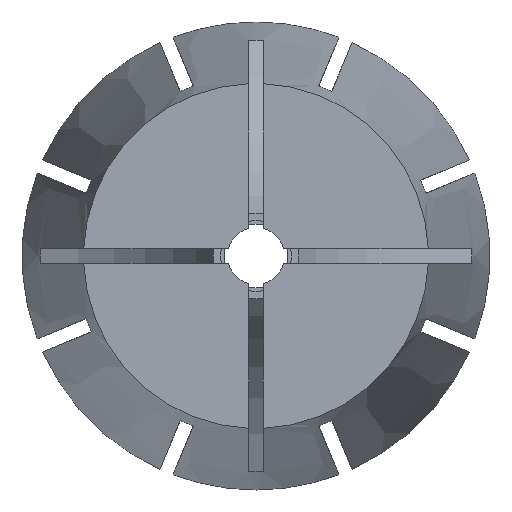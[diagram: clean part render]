
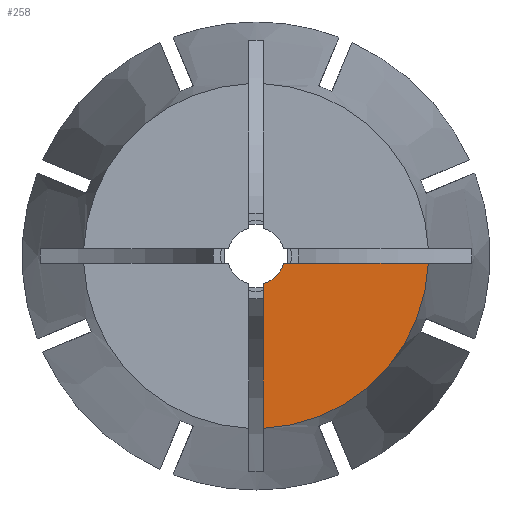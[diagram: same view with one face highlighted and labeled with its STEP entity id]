
A CAD part, left-side view. The second image highlights one B-rep face of the part: STEP entity #258.
In plain terms, the highlighted planar face has unit normal (-1, 0, 0).
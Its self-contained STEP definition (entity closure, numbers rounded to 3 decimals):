
#19 = EDGE_CURVE ( 'NONE', #552, #3576, #1534, .T. ) ;
#137 = DIRECTION ( 'NONE',  ( 0., 0., 1. ) ) ;
#238 = PLANE ( 'NONE',  #3937 ) ;
#258 = ADVANCED_FACE ( 'NONE', ( #2445 ), #238, .T. ) ;
#266 = CARTESIAN_POINT ( 'NONE',  ( -40., -12.158, -0.5 ) ) ;
#439 = AXIS2_PLACEMENT_3D ( 'NONE', #3321, #1386, #3637 ) ;
#552 = VERTEX_POINT ( 'NONE', #2727 ) ;
#642 = CIRCLE ( 'NONE', #439, 2. ) ;
#729 = ORIENTED_EDGE ( 'NONE', *, *, #3184, .F. ) ;
#735 = ORIENTED_EDGE ( 'NONE', *, *, #2177, .T. ) ;
#1335 = DIRECTION ( 'NONE',  ( 1., 0., 0. ) ) ;
#1386 = DIRECTION ( 'NONE',  ( 1., 0., 0. ) ) ;
#1534 = LINE ( 'NONE', #1717, #3143 ) ;
#1601 = EDGE_LOOP ( 'NONE', ( #735, #2178, #729, #1929 ) ) ;
#1708 = VERTEX_POINT ( 'NONE', #1821 ) ;
#1717 = CARTESIAN_POINT ( 'NONE',  ( -40., -0.5, 0. ) ) ;
#1733 = VERTEX_POINT ( 'NONE', #1846 ) ;
#1744 = DIRECTION ( 'NONE',  ( 0., 0., -1. ) ) ;
#1821 = CARTESIAN_POINT ( 'NONE',  ( -40., -12.147, -0.5 ) ) ;
#1846 = CARTESIAN_POINT ( 'NONE',  ( -40., -1.936, -0.5 ) ) ;
#1929 = ORIENTED_EDGE ( 'NONE', *, *, #2554, .F. ) ;
#1951 = DIRECTION ( 'NONE',  ( -1., 0., 0. ) ) ;
#1965 = CIRCLE ( 'NONE', #3473, 12.158 ) ;
#2177 = EDGE_CURVE ( 'NONE', #1733, #552, #642, .T. ) ;
#2178 = ORIENTED_EDGE ( 'NONE', *, *, #19, .T. ) ;
#2266 = DIRECTION ( 'NONE',  ( 0., -1., 0. ) ) ;
#2445 = FACE_OUTER_BOUND ( 'NONE', #1601, .T. ) ;
#2554 = EDGE_CURVE ( 'NONE', #1733, #1708, #3955, .T. ) ;
#2727 = CARTESIAN_POINT ( 'NONE',  ( -40., -0.5, -1.936 ) ) ;
#2880 = CARTESIAN_POINT ( 'NONE',  ( -40., -12.158, 0. ) ) ;
#3087 = VECTOR ( 'NONE', #2266, 1000. ) ;
#3143 = VECTOR ( 'NONE', #1744, 1000. ) ;
#3184 = EDGE_CURVE ( 'NONE', #1708, #3576, #1965, .T. ) ;
#3269 = CARTESIAN_POINT ( 'NONE',  ( -40., 0., 0. ) ) ;
#3321 = CARTESIAN_POINT ( 'NONE',  ( -40., 0., 0. ) ) ;
#3473 = AXIS2_PLACEMENT_3D ( 'NONE', #3269, #1335, #3587 ) ;
#3576 = VERTEX_POINT ( 'NONE', #3777 ) ;
#3587 = DIRECTION ( 'NONE',  ( 0., 0., -1. ) ) ;
#3637 = DIRECTION ( 'NONE',  ( 0., 0., -1. ) ) ;
#3777 = CARTESIAN_POINT ( 'NONE',  ( -40., -0.5, -12.147 ) ) ;
#3937 = AXIS2_PLACEMENT_3D ( 'NONE', #2880, #1951, #137 ) ;
#3955 = LINE ( 'NONE', #266, #3087 ) ;
